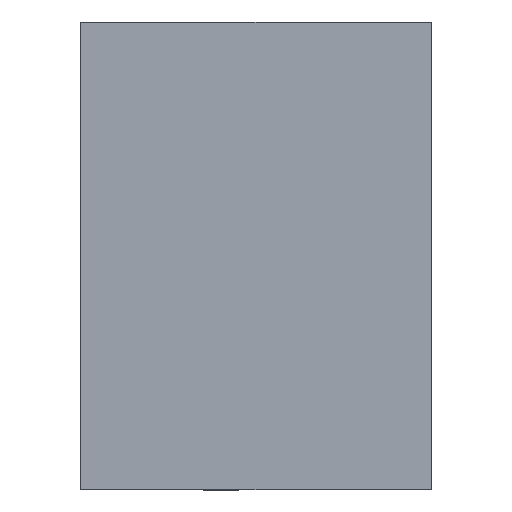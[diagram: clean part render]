
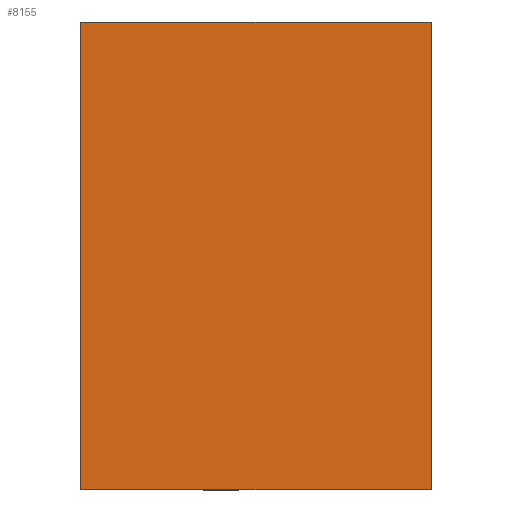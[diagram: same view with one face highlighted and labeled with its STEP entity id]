
A CAD part, top view. The second image highlights one B-rep face of the part: STEP entity #8155.
In plain terms, the highlighted face is planar.
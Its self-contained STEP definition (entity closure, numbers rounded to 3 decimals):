
#6264=DIRECTION('',(1.,0.,0.));
#6265=VECTOR('',#6264,3.);
#6266=CARTESIAN_POINT('',(-1.5,0.975,2.));
#6267=LINE('',#6266,#6265);
#6271=DIRECTION('',(0.,0.,1.));
#6272=VECTOR('',#6271,4.);
#6273=CARTESIAN_POINT('',(-1.5,0.975,-2.));
#6274=LINE('',#6273,#6272);
#6278=DIRECTION('',(-1.,0.,0.));
#6279=VECTOR('',#6278,3.);
#6280=CARTESIAN_POINT('',(1.5,0.975,-2.));
#6281=LINE('',#6280,#6279);
#6285=DIRECTION('',(0.,0.,-1.));
#6286=VECTOR('',#6285,4.);
#6287=CARTESIAN_POINT('',(1.5,0.975,2.));
#6288=LINE('',#6287,#6286);
#7024=CARTESIAN_POINT('',(-1.5,0.975,2.));
#7025=CARTESIAN_POINT('',(1.5,0.975,2.));
#7026=VERTEX_POINT('',#7024);
#7027=VERTEX_POINT('',#7025);
#7028=CARTESIAN_POINT('',(1.5,0.975,-2.));
#7029=VERTEX_POINT('',#7028);
#7030=CARTESIAN_POINT('',(-1.5,0.975,-2.));
#7031=VERTEX_POINT('',#7030);
#8142=CARTESIAN_POINT('',(0.,0.975,0.));
#8143=DIRECTION('',(0.,1.,0.));
#8144=DIRECTION('',(1.,0.,0.));
#8145=AXIS2_PLACEMENT_3D('',#8142,#8143,#8144);
#8146=PLANE('',#8145);
#8147=ORIENTED_EDGE('',*,*,#8068,.F.);
#8148=ORIENTED_EDGE('',*,*,#7702,.F.);
#8150=ORIENTED_EDGE('',*,*,#8149,.F.);
#8152=ORIENTED_EDGE('',*,*,#8151,.F.);
#8153=EDGE_LOOP('',(#8147,#8148,#8150,#8152));
#8154=FACE_OUTER_BOUND('',#8153,.F.);
#7702=EDGE_CURVE('',#7031,#7026,#6274,.T.);
#8068=EDGE_CURVE('',#7026,#7027,#6267,.T.);
#8149=EDGE_CURVE('',#7029,#7031,#6281,.T.);
#8151=EDGE_CURVE('',#7027,#7029,#6288,.T.);
#8155=ADVANCED_FACE('',(#8154),#8146,.T.);
